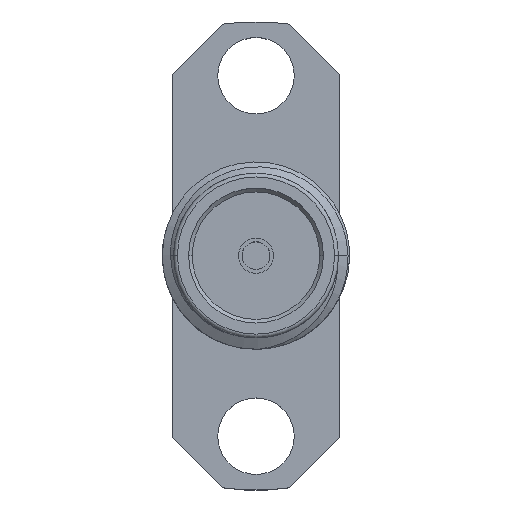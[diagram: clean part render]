
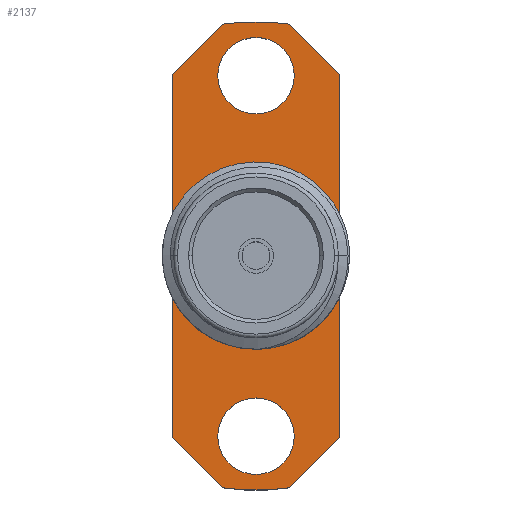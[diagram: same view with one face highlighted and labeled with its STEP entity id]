
A CAD part, top view. The second image highlights one B-rep face of the part: STEP entity #2137.
In plain terms, the highlighted planar face has unit normal (0, 0, 1).
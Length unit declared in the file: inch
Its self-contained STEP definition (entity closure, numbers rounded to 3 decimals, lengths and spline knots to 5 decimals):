
#11 = CARTESIAN_POINT ( 'NONE',  ( -0.1115, 0.2425, -0.308 ) ) ;
#48 = CARTESIAN_POINT ( 'NONE',  ( 0.0415, 0.3125, -0.308 ) ) ;
#59 = ORIENTED_EDGE ( 'NONE', *, *, #3027, .T. ) ;
#62 = ORIENTED_EDGE ( 'NONE', *, *, #2773, .F. ) ;
#66 = PLANE ( 'NONE',  #2218 ) ;
#107 = CIRCLE ( 'NONE', #2461, 0.10989 ) ;
#121 = CARTESIAN_POINT ( 'NONE',  ( 0., 0.2405, -0.308 ) ) ;
#148 = EDGE_CURVE ( 'NONE', #1458, #2396, #2019, .T. ) ;
#153 = ORIENTED_EDGE ( 'NONE', *, *, #319, .T. ) ;
#182 = DIRECTION ( 'NONE',  ( 0., -1., 0. ) ) ;
#188 = VERTEX_POINT ( 'NONE', #2785 ) ;
#207 = ORIENTED_EDGE ( 'NONE', *, *, #1429, .T. ) ;
#237 = EDGE_CURVE ( 'NONE', #2982, #1551, #3041, .T. ) ;
#243 = VERTEX_POINT ( 'NONE', #2802 ) ;
#255 = DIRECTION ( 'NONE',  ( 0., 0., 1. ) ) ;
#293 = DIRECTION ( 'NONE',  ( 1., 0., 0. ) ) ;
#319 = EDGE_CURVE ( 'NONE', #1551, #1130, #1463, .T. ) ;
#334 = VERTEX_POINT ( 'NONE', #2167 ) ;
#338 = DIRECTION ( 'NONE',  ( -0.707, 0.707, 0. ) ) ;
#345 = CARTESIAN_POINT ( 'NONE',  ( 0.1115, 0.2425, -0.308 ) ) ;
#359 = VERTEX_POINT ( 'NONE', #3082 ) ;
#408 = CIRCLE ( 'NONE', #2816, 0.3125 ) ;
#414 = VECTOR ( 'NONE', #1120, 39.37008 ) ;
#433 = DIRECTION ( 'NONE',  ( 1., 0., 0. ) ) ;
#450 = DIRECTION ( 'NONE',  ( 0., 0., 1. ) ) ;
#512 = CARTESIAN_POINT ( 'NONE',  ( -0.10989, 0., -0.308 ) ) ;
#531 = FACE_BOUND ( 'NONE', #850, .T. ) ;
#537 = CARTESIAN_POINT ( 'NONE',  ( 0., 0., -0.308 ) ) ;
#678 = CARTESIAN_POINT ( 'NONE',  ( 0.1115, -0.3125, -0.308 ) ) ;
#727 = CARTESIAN_POINT ( 'NONE',  ( 0., 0.2405, -0.308 ) ) ;
#758 = CARTESIAN_POINT ( 'NONE',  ( 0., 0., -0.308 ) ) ;
#803 = ORIENTED_EDGE ( 'NONE', *, *, #846, .T. ) ;
#846 = EDGE_CURVE ( 'NONE', #359, #2129, #1035, .T. ) ;
#850 = EDGE_LOOP ( 'NONE', ( #857, #2797 ) ) ;
#854 = DIRECTION ( 'NONE',  ( -0.707, -0.707, 0. ) ) ;
#857 = ORIENTED_EDGE ( 'NONE', *, *, #1804, .F. ) ;
#878 = DIRECTION ( 'NONE',  ( 0., 0., 1. ) ) ;
#892 = ORIENTED_EDGE ( 'NONE', *, *, #237, .T. ) ;
#916 = EDGE_LOOP ( 'NONE', ( #2201, #2029 ) ) ;
#974 = EDGE_CURVE ( 'NONE', #243, #3139, #3066, .T. ) ;
#983 = EDGE_LOOP ( 'NONE', ( #207, #892, #153, #1522, #59, #803, #2914, #2834 ) ) ;
#1007 = DIRECTION ( 'NONE',  ( 0., 0., 1. ) ) ;
#1023 = DIRECTION ( 'NONE',  ( 0., 0., 1. ) ) ;
#1035 = LINE ( 'NONE', #1771, #2505 ) ;
#1037 = FACE_BOUND ( 'NONE', #916, .T. ) ;
#1054 = CARTESIAN_POINT ( 'NONE',  ( 0., -0.2405, -0.308 ) ) ;
#1120 = DIRECTION ( 'NONE',  ( 0.707, -0.707, 0. ) ) ;
#1126 = DIRECTION ( 'NONE',  ( 1., 0., 0. ) ) ;
#1130 = VERTEX_POINT ( 'NONE', #3040 ) ;
#1157 = DIRECTION ( 'NONE',  ( 1., 0., 0. ) ) ;
#1186 = VECTOR ( 'NONE', #854, 39.37008 ) ;
#1222 = AXIS2_PLACEMENT_3D ( 'NONE', #537, #255, #2952 ) ;
#1238 = CIRCLE ( 'NONE', #1333, 0.10989 ) ;
#1333 = AXIS2_PLACEMENT_3D ( 'NONE', #1436, #450, #1942 ) ;
#1383 = CARTESIAN_POINT ( 'NONE',  ( -0.0415, -0.3125, -0.308 ) ) ;
#1389 = CARTESIAN_POINT ( 'NONE',  ( -0.1115, -0.3125, -0.308 ) ) ;
#1428 = CIRCLE ( 'NONE', #1222, 0.3125 ) ;
#1429 = EDGE_CURVE ( 'NONE', #3037, #2982, #408, .T. ) ;
#1436 = CARTESIAN_POINT ( 'NONE',  ( 0., 0., -0.308 ) ) ;
#1458 = VERTEX_POINT ( 'NONE', #1931 ) ;
#1463 = LINE ( 'NONE', #1389, #2821 ) ;
#1499 = FACE_OUTER_BOUND ( 'NONE', #983, .T. ) ;
#1513 = DIRECTION ( 'NONE',  ( -1., 0., 0. ) ) ;
#1522 = ORIENTED_EDGE ( 'NONE', *, *, #2458, .T. ) ;
#1530 = CIRCLE ( 'NONE', #1788, 0.051 ) ;
#1551 = VERTEX_POINT ( 'NONE', #11 ) ;
#1561 = EDGE_CURVE ( 'NONE', #2129, #1898, #2880, .T. ) ;
#1630 = LINE ( 'NONE', #1383, #414 ) ;
#1703 = DIRECTION ( 'NONE',  ( 0., 0., 1. ) ) ;
#1769 = EDGE_LOOP ( 'NONE', ( #1801, #62 ) ) ;
#1771 = CARTESIAN_POINT ( 'NONE',  ( 0.1115, -0.2425, -0.308 ) ) ;
#1788 = AXIS2_PLACEMENT_3D ( 'NONE', #3079, #878, #2843 ) ;
#1801 = ORIENTED_EDGE ( 'NONE', *, *, #974, .F. ) ;
#1804 = EDGE_CURVE ( 'NONE', #334, #2242, #107, .T. ) ;
#1833 = CARTESIAN_POINT ( 'NONE',  ( -0.1115, 0.2425, -0.308 ) ) ;
#1898 = VERTEX_POINT ( 'NONE', #345 ) ;
#1908 = AXIS2_PLACEMENT_3D ( 'NONE', #121, #2134, #1126 ) ;
#1918 = CARTESIAN_POINT ( 'NONE',  ( -0.04472, 0.30928, -0.308 ) ) ;
#1931 = CARTESIAN_POINT ( 'NONE',  ( -0.051, -0.2405, -0.308 ) ) ;
#1942 = DIRECTION ( 'NONE',  ( -1., 0., 0. ) ) ;
#1960 = DIRECTION ( 'NONE',  ( 0., 0., 1. ) ) ;
#1980 = DIRECTION ( 'NONE',  ( 0., 1., 0. ) ) ;
#1995 = CARTESIAN_POINT ( 'NONE',  ( -0.051, 0.2405, -0.308 ) ) ;
#2000 = AXIS2_PLACEMENT_3D ( 'NONE', #727, #1960, #433 ) ;
#2001 = FACE_BOUND ( 'NONE', #1769, .T. ) ;
#2019 = CIRCLE ( 'NONE', #2716, 0.051 ) ;
#2027 = EDGE_CURVE ( 'NONE', #2242, #334, #1238, .T. ) ;
#2029 = ORIENTED_EDGE ( 'NONE', *, *, #148, .F. ) ;
#2060 = CARTESIAN_POINT ( 'NONE',  ( 0.051, -0.2405, -0.308 ) ) ;
#2129 = VERTEX_POINT ( 'NONE', #2436 ) ;
#2134 = DIRECTION ( 'NONE',  ( 0., 0., 1. ) ) ;
#2137 = ADVANCED_FACE ( 'NONE', ( #2001, #1037, #531, #1499 ), #66, .F. ) ;
#2167 = CARTESIAN_POINT ( 'NONE',  ( 0.10989, 0., -0.308 ) ) ;
#2201 = ORIENTED_EDGE ( 'NONE', *, *, #2659, .F. ) ;
#2218 = AXIS2_PLACEMENT_3D ( 'NONE', #2955, #2698, #1513 ) ;
#2242 = VERTEX_POINT ( 'NONE', #512 ) ;
#2248 = LINE ( 'NONE', #48, #2445 ) ;
#2251 = DIRECTION ( 'NONE',  ( -1., 0., 0. ) ) ;
#2302 = VECTOR ( 'NONE', #1980, 39.37008 ) ;
#2396 = VERTEX_POINT ( 'NONE', #2060 ) ;
#2436 = CARTESIAN_POINT ( 'NONE',  ( 0.1115, -0.2425, -0.308 ) ) ;
#2445 = VECTOR ( 'NONE', #338, 39.37008 ) ;
#2458 = EDGE_CURVE ( 'NONE', #1130, #188, #1630, .T. ) ;
#2461 = AXIS2_PLACEMENT_3D ( 'NONE', #758, #1023, #2251 ) ;
#2505 = VECTOR ( 'NONE', #2507, 39.37008 ) ;
#2507 = DIRECTION ( 'NONE',  ( 0.707, 0.707, 0. ) ) ;
#2659 = EDGE_CURVE ( 'NONE', #2396, #1458, #1530, .T. ) ;
#2698 = DIRECTION ( 'NONE',  ( 0., 0., -1. ) ) ;
#2716 = AXIS2_PLACEMENT_3D ( 'NONE', #1054, #1007, #293 ) ;
#2722 = CARTESIAN_POINT ( 'NONE',  ( 0.04472, 0.30928, -0.308 ) ) ;
#2773 = EDGE_CURVE ( 'NONE', #3139, #243, #2917, .T. ) ;
#2785 = CARTESIAN_POINT ( 'NONE',  ( -0.04472, -0.30928, -0.308 ) ) ;
#2797 = ORIENTED_EDGE ( 'NONE', *, *, #2027, .F. ) ;
#2802 = CARTESIAN_POINT ( 'NONE',  ( 0.051, 0.2405, -0.308 ) ) ;
#2816 = AXIS2_PLACEMENT_3D ( 'NONE', #2844, #1703, #1157 ) ;
#2821 = VECTOR ( 'NONE', #182, 39.37008 ) ;
#2834 = ORIENTED_EDGE ( 'NONE', *, *, #2857, .T. ) ;
#2843 = DIRECTION ( 'NONE',  ( 1., 0., 0. ) ) ;
#2844 = CARTESIAN_POINT ( 'NONE',  ( 0., 0., -0.308 ) ) ;
#2857 = EDGE_CURVE ( 'NONE', #1898, #3037, #2248, .T. ) ;
#2880 = LINE ( 'NONE', #678, #2302 ) ;
#2914 = ORIENTED_EDGE ( 'NONE', *, *, #1561, .T. ) ;
#2917 = CIRCLE ( 'NONE', #2000, 0.051 ) ;
#2952 = DIRECTION ( 'NONE',  ( 1., 0., 0. ) ) ;
#2955 = CARTESIAN_POINT ( 'NONE',  ( 0., 0., -0.308 ) ) ;
#2982 = VERTEX_POINT ( 'NONE', #1918 ) ;
#3027 = EDGE_CURVE ( 'NONE', #188, #359, #1428, .T. ) ;
#3037 = VERTEX_POINT ( 'NONE', #2722 ) ;
#3040 = CARTESIAN_POINT ( 'NONE',  ( -0.1115, -0.2425, -0.308 ) ) ;
#3041 = LINE ( 'NONE', #1833, #1186 ) ;
#3066 = CIRCLE ( 'NONE', #1908, 0.051 ) ;
#3079 = CARTESIAN_POINT ( 'NONE',  ( 0., -0.2405, -0.308 ) ) ;
#3082 = CARTESIAN_POINT ( 'NONE',  ( 0.04472, -0.30928, -0.308 ) ) ;
#3139 = VERTEX_POINT ( 'NONE', #1995 ) ;
